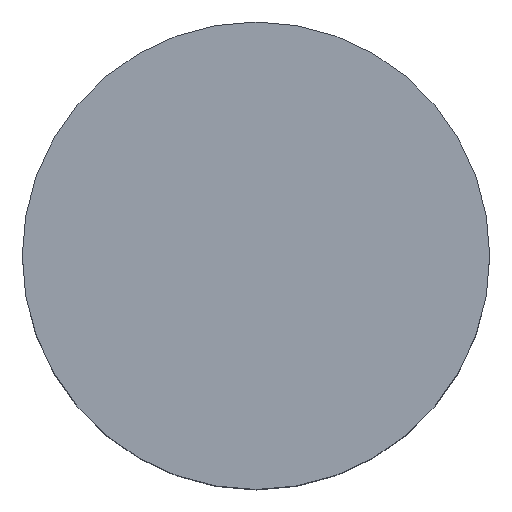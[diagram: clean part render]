
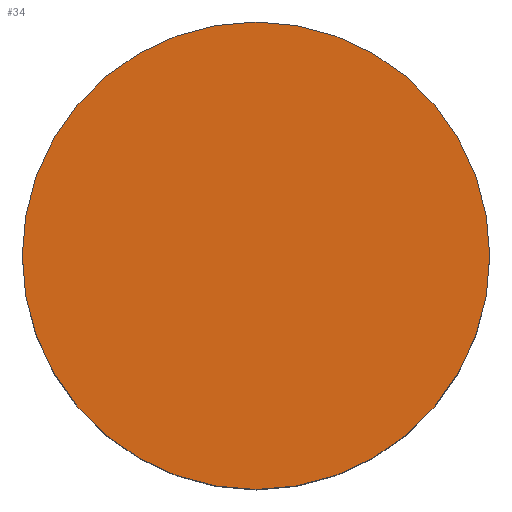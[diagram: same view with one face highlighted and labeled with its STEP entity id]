
A CAD part, top view. The second image highlights one B-rep face of the part: STEP entity #34.
In plain terms, the highlighted planar face has unit normal (0, 0, 1).
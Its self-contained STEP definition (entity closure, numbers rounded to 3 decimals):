
#29=PLANE('',#71);
#30=FACE_OUTER_BOUND('',#44,.T.);
#34=ADVANCED_FACE('',(#30),#29,.F.);
#44=EDGE_LOOP('',(#48));
#48=ORIENTED_EDGE('',*,*,#53,.T.);
#51=VERTEX_POINT('',#91);
#53=EDGE_CURVE('',#51,#51,#55,.T.);
#55=CIRCLE('',#69,5.15);
#69=AXIS2_PLACEMENT_3D('',#90,#78,#79);
#71=AXIS2_PLACEMENT_3D('',#93,#82,#83);
#78=DIRECTION('',(0.,0.,1.));
#79=DIRECTION('',(0.,-1.,0.));
#82=DIRECTION('',(0.,0.,-1.));
#83=DIRECTION('',(0.,1.,0.));
#90=CARTESIAN_POINT('',(0.,0.,0.));
#91=CARTESIAN_POINT('',(0.,-5.15,0.));
#93=CARTESIAN_POINT('',(0.,-5.15,0.));
